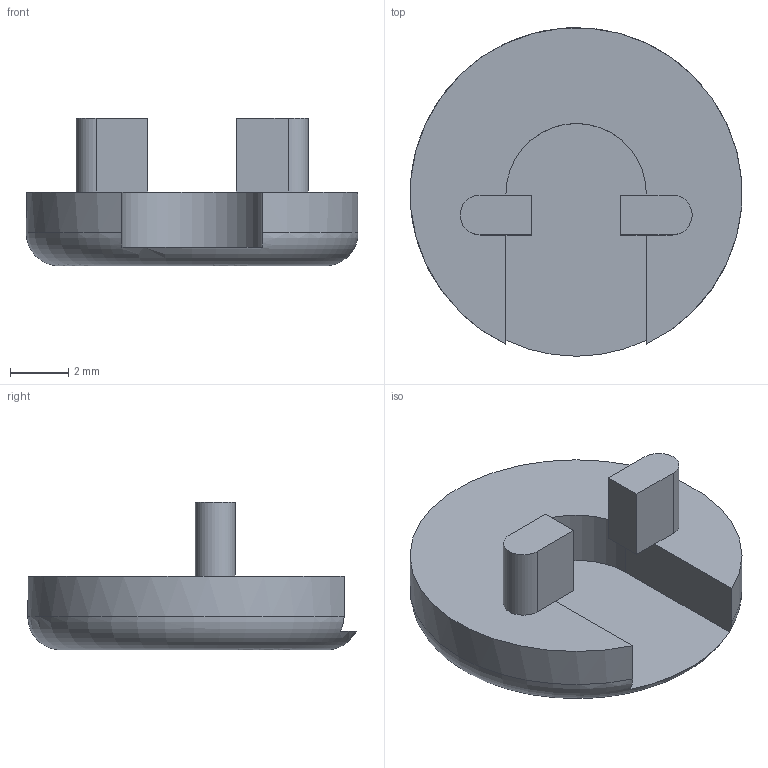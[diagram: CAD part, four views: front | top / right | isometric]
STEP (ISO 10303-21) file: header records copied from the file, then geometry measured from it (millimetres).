
FILE_DESCRIPTION(/* description */ (''),/* implementation_level */ '2;1');
FILE_NAME(/* name */ 'CapturePlate v1.step',/* time_stamp */ '2018-02-13T11:47:47-05:00',/* author */ ('alexandermcalpine'),/* organization */ (''),/* preprocessor_version */ 'ST-DEVELOPER v16.13',/* originating_system */ 'Autodesk Translation Framework v6.5.0.72',/* authorisation */ '');
FILE_SCHEMA (('AUTOMOTIVE_DESIGN { 1 0 10303 214 3 1 1 }'));
Length unit declared in the file: inch
Products named in the file (1): CapturePlate
Bounding box: 11.41 x 11.29 x 5.08 mm (x, y, z)
Volume: 198.3 mm3; surface area: 342.4 mm2
Topology: 1 solids, 1 shells, 20 faces, 51 edges, 33 vertices
Faces by surface type: plane 15, cylinder 4, torus 1
Entity records: 645 total; most frequent: CARTESIAN_POINT 115, DIRECTION 104, ORIENTED_EDGE 102, EDGE_CURVE 51, LINE 36, VECTOR 36, AXIS2_PLACEMENT_3D 34, VERTEX_POINT 33
